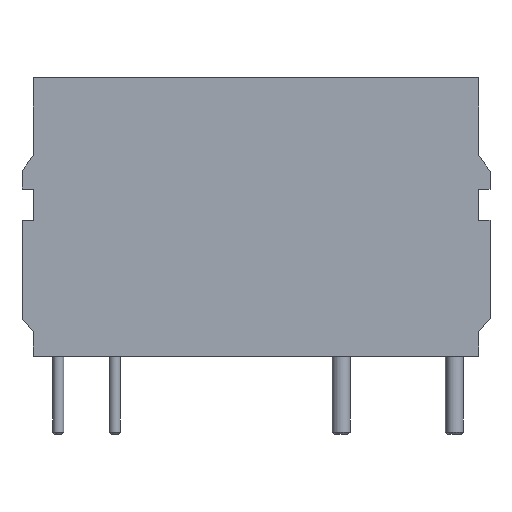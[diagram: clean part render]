
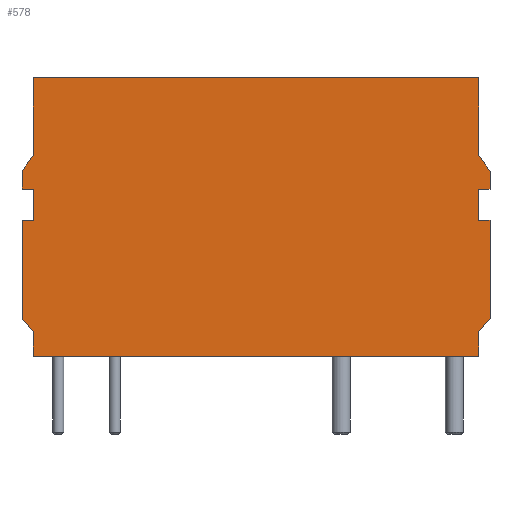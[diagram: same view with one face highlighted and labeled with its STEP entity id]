
A CAD part, top view. The second image highlights one B-rep face of the part: STEP entity #578.
In plain terms, the highlighted planar face has unit normal (0, 0, 1).
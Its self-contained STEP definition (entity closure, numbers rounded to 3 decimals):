
#44=FACE_OUTER_BOUND('',#82,.T.);
#82=EDGE_LOOP('',(#407,#408,#409,#410,#411,#412,#413,#414,#415,#416,#417,
#418,#419,#420,#421,#422,#423,#424,#425,#426));
#139=LINE('',#898,#207);
#140=LINE('',#900,#208);
#141=LINE('',#902,#209);
#142=LINE('',#904,#210);
#143=LINE('',#906,#211);
#144=LINE('',#908,#212);
#145=LINE('',#910,#213);
#146=LINE('',#912,#214);
#147=LINE('',#914,#215);
#148=LINE('',#916,#216);
#149=LINE('',#918,#217);
#150=LINE('',#920,#218);
#151=LINE('',#922,#219);
#152=LINE('',#924,#220);
#153=LINE('',#926,#221);
#154=LINE('',#928,#222);
#155=LINE('',#930,#223);
#156=LINE('',#932,#224);
#157=LINE('',#934,#225);
#158=LINE('',#935,#226);
#207=VECTOR('',#709,10.);
#208=VECTOR('',#710,10.);
#209=VECTOR('',#711,10.);
#210=VECTOR('',#712,10.);
#211=VECTOR('',#713,10.);
#212=VECTOR('',#714,10.);
#213=VECTOR('',#715,10.);
#214=VECTOR('',#716,10.);
#215=VECTOR('',#717,10.);
#216=VECTOR('',#718,10.);
#217=VECTOR('',#719,10.);
#218=VECTOR('',#720,10.);
#219=VECTOR('',#721,10.);
#220=VECTOR('',#722,10.);
#221=VECTOR('',#723,10.);
#222=VECTOR('',#724,10.);
#223=VECTOR('',#725,10.);
#224=VECTOR('',#726,10.);
#225=VECTOR('',#727,10.);
#226=VECTOR('',#728,10.);
#275=VERTEX_POINT('',#896);
#276=VERTEX_POINT('',#897);
#277=VERTEX_POINT('',#899);
#278=VERTEX_POINT('',#901);
#279=VERTEX_POINT('',#903);
#280=VERTEX_POINT('',#905);
#281=VERTEX_POINT('',#907);
#282=VERTEX_POINT('',#909);
#283=VERTEX_POINT('',#911);
#284=VERTEX_POINT('',#913);
#285=VERTEX_POINT('',#915);
#286=VERTEX_POINT('',#917);
#287=VERTEX_POINT('',#919);
#288=VERTEX_POINT('',#921);
#289=VERTEX_POINT('',#923);
#290=VERTEX_POINT('',#925);
#291=VERTEX_POINT('',#927);
#292=VERTEX_POINT('',#929);
#293=VERTEX_POINT('',#931);
#294=VERTEX_POINT('',#933);
#327=EDGE_CURVE('',#275,#276,#139,.T.);
#328=EDGE_CURVE('',#276,#277,#140,.T.);
#329=EDGE_CURVE('',#277,#278,#141,.T.);
#330=EDGE_CURVE('',#278,#279,#142,.T.);
#331=EDGE_CURVE('',#279,#280,#143,.T.);
#332=EDGE_CURVE('',#280,#281,#144,.T.);
#333=EDGE_CURVE('',#281,#282,#145,.T.);
#334=EDGE_CURVE('',#282,#283,#146,.T.);
#335=EDGE_CURVE('',#283,#284,#147,.T.);
#336=EDGE_CURVE('',#284,#285,#148,.T.);
#337=EDGE_CURVE('',#285,#286,#149,.T.);
#338=EDGE_CURVE('',#286,#287,#150,.T.);
#339=EDGE_CURVE('',#287,#288,#151,.T.);
#340=EDGE_CURVE('',#288,#289,#152,.T.);
#341=EDGE_CURVE('',#289,#290,#153,.T.);
#342=EDGE_CURVE('',#290,#291,#154,.T.);
#343=EDGE_CURVE('',#291,#292,#155,.T.);
#344=EDGE_CURVE('',#292,#293,#156,.T.);
#345=EDGE_CURVE('',#293,#294,#157,.T.);
#346=EDGE_CURVE('',#294,#275,#158,.T.);
#407=ORIENTED_EDGE('',*,*,#327,.T.);
#408=ORIENTED_EDGE('',*,*,#328,.T.);
#409=ORIENTED_EDGE('',*,*,#329,.T.);
#410=ORIENTED_EDGE('',*,*,#330,.T.);
#411=ORIENTED_EDGE('',*,*,#331,.T.);
#412=ORIENTED_EDGE('',*,*,#332,.T.);
#413=ORIENTED_EDGE('',*,*,#333,.T.);
#414=ORIENTED_EDGE('',*,*,#334,.T.);
#415=ORIENTED_EDGE('',*,*,#335,.T.);
#416=ORIENTED_EDGE('',*,*,#336,.T.);
#417=ORIENTED_EDGE('',*,*,#337,.T.);
#418=ORIENTED_EDGE('',*,*,#338,.T.);
#419=ORIENTED_EDGE('',*,*,#339,.T.);
#420=ORIENTED_EDGE('',*,*,#340,.T.);
#421=ORIENTED_EDGE('',*,*,#341,.T.);
#422=ORIENTED_EDGE('',*,*,#342,.T.);
#423=ORIENTED_EDGE('',*,*,#343,.T.);
#424=ORIENTED_EDGE('',*,*,#344,.T.);
#425=ORIENTED_EDGE('',*,*,#345,.T.);
#426=ORIENTED_EDGE('',*,*,#346,.T.);
#548=PLANE('',#634);
#578=ADVANCED_FACE('',(#44),#548,.T.);
#634=AXIS2_PLACEMENT_3D('',#895,#707,#708);
#707=DIRECTION('center_axis',(0.,0.,1.));
#708=DIRECTION('ref_axis',(1.,0.,0.));
#709=DIRECTION('',(-1.,0.,0.));
#710=DIRECTION('',(0.,1.,0.));
#711=DIRECTION('',(1.,0.,0.));
#712=DIRECTION('',(0.,1.,0.));
#713=DIRECTION('',(-0.581,0.814,0.));
#714=DIRECTION('',(0.,1.,0.));
#715=DIRECTION('',(-1.,0.,0.));
#716=DIRECTION('',(0.,-1.,0.));
#717=DIRECTION('',(-0.581,-0.814,0.));
#718=DIRECTION('',(0.,-1.,0.));
#719=DIRECTION('',(1.,0.,0.));
#720=DIRECTION('',(0.,-1.,0.));
#721=DIRECTION('',(-1.,0.,0.));
#722=DIRECTION('',(0.,-1.,0.));
#723=DIRECTION('',(0.64,-0.768,0.));
#724=DIRECTION('',(0.,-1.,0.));
#725=DIRECTION('',(1.,0.,0.));
#726=DIRECTION('',(0.,1.,0.));
#727=DIRECTION('',(0.64,0.768,0.));
#728=DIRECTION('',(0.,1.,0.));
#895=CARTESIAN_POINT('Origin',(10.,6.25,5.));
#896=CARTESIAN_POINT('',(20.5,6.1,5.));
#897=CARTESIAN_POINT('',(20.,6.1,5.));
#898=CARTESIAN_POINT('',(20.,6.1,5.));
#899=CARTESIAN_POINT('',(20.,7.5,5.));
#900=CARTESIAN_POINT('',(20.,6.1,5.));
#901=CARTESIAN_POINT('',(20.5,7.5,5.));
#902=CARTESIAN_POINT('',(20.,7.5,5.));
#903=CARTESIAN_POINT('',(20.5,8.3,5.));
#904=CARTESIAN_POINT('',(20.5,7.5,5.));
#905=CARTESIAN_POINT('',(20.,9.,5.));
#906=CARTESIAN_POINT('',(20.5,8.3,5.));
#907=CARTESIAN_POINT('',(20.,12.5,5.));
#908=CARTESIAN_POINT('',(20.,9.,5.));
#909=CARTESIAN_POINT('',(0.,12.5,5.));
#910=CARTESIAN_POINT('',(20.,12.5,5.));
#911=CARTESIAN_POINT('',(0.,9.,5.));
#912=CARTESIAN_POINT('',(0.,12.5,5.));
#913=CARTESIAN_POINT('',(-0.5,8.3,5.));
#914=CARTESIAN_POINT('',(-0.5,8.3,5.));
#915=CARTESIAN_POINT('',(-0.5,7.5,5.));
#916=CARTESIAN_POINT('',(-0.5,7.5,5.));
#917=CARTESIAN_POINT('',(0.,7.5,5.));
#918=CARTESIAN_POINT('',(0.,7.5,5.));
#919=CARTESIAN_POINT('',(0.,6.1,5.));
#920=CARTESIAN_POINT('',(0.,7.5,5.));
#921=CARTESIAN_POINT('',(-0.5,6.1,5.));
#922=CARTESIAN_POINT('',(0.,6.1,5.));
#923=CARTESIAN_POINT('',(-0.5,1.7,5.));
#924=CARTESIAN_POINT('',(-0.5,6.1,5.));
#925=CARTESIAN_POINT('',(0.,1.1,5.));
#926=CARTESIAN_POINT('',(-0.5,1.7,5.));
#927=CARTESIAN_POINT('',(0.,0.,5.));
#928=CARTESIAN_POINT('',(0.,1.1,5.));
#929=CARTESIAN_POINT('',(20.,0.,5.));
#930=CARTESIAN_POINT('',(0.,0.,5.));
#931=CARTESIAN_POINT('',(20.,1.1,5.));
#932=CARTESIAN_POINT('',(20.,0.,5.));
#933=CARTESIAN_POINT('',(20.5,1.7,5.));
#934=CARTESIAN_POINT('',(20.5,1.7,5.));
#935=CARTESIAN_POINT('',(20.5,6.1,5.));
